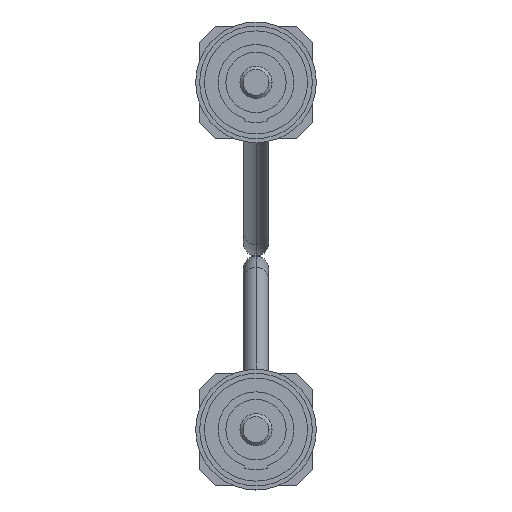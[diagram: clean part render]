
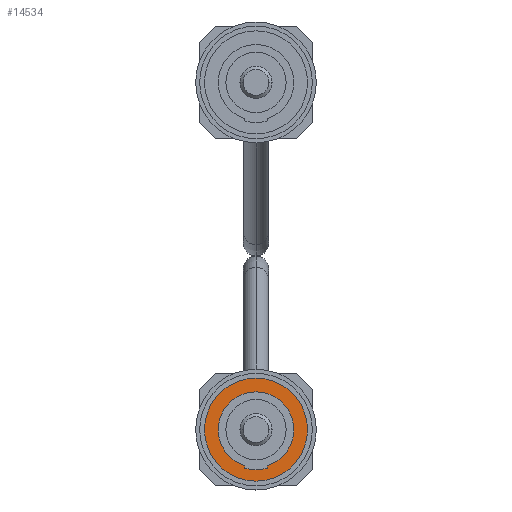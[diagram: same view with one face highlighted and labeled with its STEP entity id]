
A CAD part, left-side view. The second image highlights one B-rep face of the part: STEP entity #14534.
In plain terms, the highlighted face is planar.
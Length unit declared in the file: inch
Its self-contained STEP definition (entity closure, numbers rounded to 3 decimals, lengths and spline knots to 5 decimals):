
#34 = CARTESIAN_POINT ( 'NONE',  ( 0., 0.185, 0. ) ) ;
#138 = DIRECTION ( 'NONE',  ( 0., 0., 1. ) ) ;
#361 = EDGE_CURVE ( 'NONE', #14626, #14378, #3160, .T. ) ;
#883 = VERTEX_POINT ( 'NONE', #6958 ) ;
#939 = DIRECTION ( 'NONE',  ( 1., 0., 0. ) ) ;
#1216 = CARTESIAN_POINT ( 'NONE',  ( 0., 0.185, 0. ) ) ;
#1375 = AXIS2_PLACEMENT_3D ( 'NONE', #12077, #8177, #14840 ) ;
#1586 = EDGE_CURVE ( 'NONE', #16570, #10791, #4961, .T. ) ;
#1705 = EDGE_CURVE ( 'NONE', #10791, #14626, #15298, .T. ) ;
#1949 = CARTESIAN_POINT ( 'NONE',  ( -0.11217, 0.185, 0.035 ) ) ;
#2093 = VECTOR ( 'NONE', #9554, 39.37008 ) ;
#2225 = CIRCLE ( 'NONE', #12155, 0.16 ) ;
#2401 = EDGE_CURVE ( 'NONE', #9954, #16570, #7547, .T. ) ;
#2414 = ORIENTED_EDGE ( 'NONE', *, *, #1586, .F. ) ;
#2694 = LINE ( 'NONE', #7777, #2093 ) ;
#2905 = VERTEX_POINT ( 'NONE', #4588 ) ;
#3160 = CIRCLE ( 'NONE', #12235, 0.1175 ) ;
#3379 = EDGE_CURVE ( 'NONE', #14378, #883, #11741, .T. ) ;
#3983 = CARTESIAN_POINT ( 'NONE',  ( 0., 0.185, 0. ) ) ;
#4077 = AXIS2_PLACEMENT_3D ( 'NONE', #1216, #8074, #138 ) ;
#4128 = EDGE_CURVE ( 'NONE', #883, #9954, #2694, .T. ) ;
#4153 = FACE_OUTER_BOUND ( 'NONE', #14495, .T. ) ;
#4317 = ORIENTED_EDGE ( 'NONE', *, *, #1705, .F. ) ;
#4588 = CARTESIAN_POINT ( 'NONE',  ( 0., 0.185, 0.16 ) ) ;
#4961 = LINE ( 'NONE', #8801, #12170 ) ;
#5070 = CIRCLE ( 'NONE', #1375, 0.16 ) ;
#5406 = DIRECTION ( 'NONE',  ( 0., 1., 0. ) ) ;
#6958 = CARTESIAN_POINT ( 'NONE',  ( -0.11217, 0.185, -0.035 ) ) ;
#7010 = DIRECTION ( 'NONE',  ( 0., 1., 0. ) ) ;
#7221 = DIRECTION ( 'NONE',  ( 0., 0., 1. ) ) ;
#7547 = CIRCLE ( 'NONE', #16614, 0.125 ) ;
#7777 = CARTESIAN_POINT ( 'NONE',  ( -0.11217, 0.185, -0.035 ) ) ;
#7806 = DIRECTION ( 'NONE',  ( 0., 1., 0. ) ) ;
#7980 = FACE_BOUND ( 'NONE', #10375, .T. ) ;
#8022 = ORIENTED_EDGE ( 'NONE', *, *, #15211, .T. ) ;
#8025 = ORIENTED_EDGE ( 'NONE', *, *, #2401, .F. ) ;
#8071 = AXIS2_PLACEMENT_3D ( 'NONE', #13759, #10816, #13673 ) ;
#8074 = DIRECTION ( 'NONE',  ( 0., 1., 0. ) ) ;
#8177 = DIRECTION ( 'NONE',  ( 0., 1., 0. ) ) ;
#8333 = PLANE ( 'NONE',  #8071 ) ;
#8563 = CARTESIAN_POINT ( 'NONE',  ( 0., 0.185, 0. ) ) ;
#8801 = CARTESIAN_POINT ( 'NONE',  ( -0.11217, 0.185, 0.035 ) ) ;
#9110 = ORIENTED_EDGE ( 'NONE', *, *, #361, .F. ) ;
#9554 = DIRECTION ( 'NONE',  ( -1., 0., 0. ) ) ;
#9954 = VERTEX_POINT ( 'NONE', #11595 ) ;
#10375 = EDGE_LOOP ( 'NONE', ( #16293, #14305, #9110, #4317, #2414, #8025 ) ) ;
#10791 = VERTEX_POINT ( 'NONE', #1949 ) ;
#10816 = DIRECTION ( 'NONE',  ( 0., 1., 0. ) ) ;
#11172 = CARTESIAN_POINT ( 'NONE',  ( 0., 0.185, 0.1175 ) ) ;
#11187 = CARTESIAN_POINT ( 'NONE',  ( 0., 0.185, 0. ) ) ;
#11595 = CARTESIAN_POINT ( 'NONE',  ( -0.12, 0.185, -0.035 ) ) ;
#11741 = CIRCLE ( 'NONE', #4077, 0.1175 ) ;
#11875 = DIRECTION ( 'NONE',  ( 0., 0., 1. ) ) ;
#12077 = CARTESIAN_POINT ( 'NONE',  ( 0., 0.185, 0. ) ) ;
#12155 = AXIS2_PLACEMENT_3D ( 'NONE', #3983, #5406, #16319 ) ;
#12170 = VECTOR ( 'NONE', #939, 39.37008 ) ;
#12235 = AXIS2_PLACEMENT_3D ( 'NONE', #11187, #7010, #12607 ) ;
#12607 = DIRECTION ( 'NONE',  ( 0., 0., 1. ) ) ;
#13673 = DIRECTION ( 'NONE',  ( 0., 0., 1. ) ) ;
#13759 = CARTESIAN_POINT ( 'NONE',  ( 0., 0.185, 0. ) ) ;
#13967 = ORIENTED_EDGE ( 'NONE', *, *, #15697, .T. ) ;
#14064 = DIRECTION ( 'NONE',  ( 0., 1., 0. ) ) ;
#14305 = ORIENTED_EDGE ( 'NONE', *, *, #3379, .F. ) ;
#14378 = VERTEX_POINT ( 'NONE', #15781 ) ;
#14495 = EDGE_LOOP ( 'NONE', ( #8022, #13967 ) ) ;
#14518 = CARTESIAN_POINT ( 'NONE',  ( 0., 0.185, -0.16 ) ) ;
#14534 = ADVANCED_FACE ( 'NONE', ( #4153, #7980 ), #8333, .T. ) ;
#14626 = VERTEX_POINT ( 'NONE', #11172 ) ;
#14831 = CARTESIAN_POINT ( 'NONE',  ( -0.12, 0.185, 0.035 ) ) ;
#14840 = DIRECTION ( 'NONE',  ( 0., 0., 1. ) ) ;
#15024 = AXIS2_PLACEMENT_3D ( 'NONE', #34, #7806, #11875 ) ;
#15211 = EDGE_CURVE ( 'NONE', #2905, #16202, #5070, .T. ) ;
#15298 = CIRCLE ( 'NONE', #15024, 0.1175 ) ;
#15697 = EDGE_CURVE ( 'NONE', #16202, #2905, #2225, .T. ) ;
#15781 = CARTESIAN_POINT ( 'NONE',  ( 0., 0.185, -0.1175 ) ) ;
#16202 = VERTEX_POINT ( 'NONE', #14518 ) ;
#16293 = ORIENTED_EDGE ( 'NONE', *, *, #4128, .F. ) ;
#16319 = DIRECTION ( 'NONE',  ( 0., 0., 1. ) ) ;
#16570 = VERTEX_POINT ( 'NONE', #14831 ) ;
#16614 = AXIS2_PLACEMENT_3D ( 'NONE', #8563, #14064, #7221 ) ;
